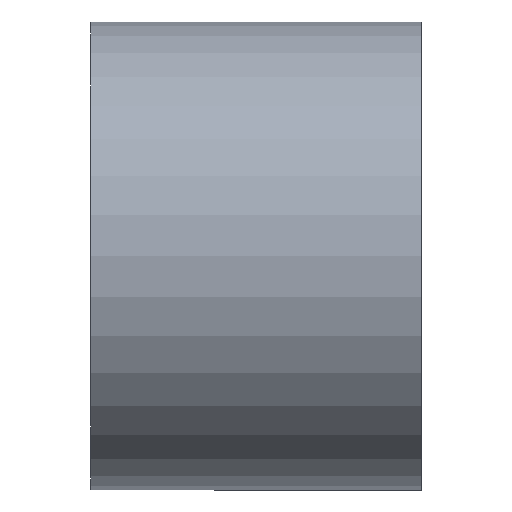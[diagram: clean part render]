
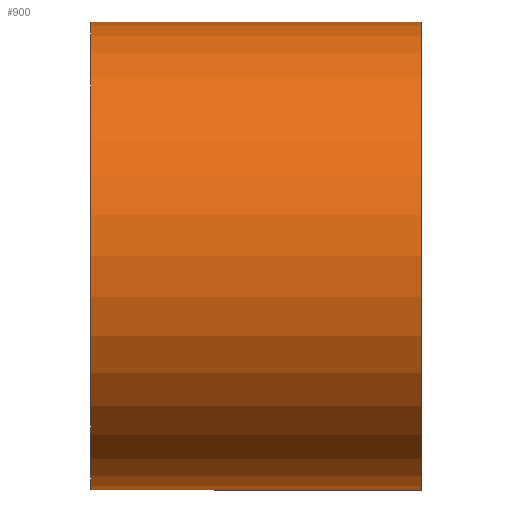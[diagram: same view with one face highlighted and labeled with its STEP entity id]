
A CAD part, left-side view. The second image highlights one B-rep face of the part: STEP entity #900.
In plain terms, the highlighted cylindrical face has radius 4.25 mm (diameter 8.5 mm), a partial arc.
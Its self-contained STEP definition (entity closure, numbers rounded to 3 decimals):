
#12 = VERTEX_POINT ( 'NONE', #63 ) ;
#51 = ORIENTED_EDGE ( 'NONE', *, *, #524, .T. ) ;
#63 = CARTESIAN_POINT ( 'NONE',  ( -4., 6., -4.25 ) ) ;
#84 = AXIS2_PLACEMENT_3D ( 'NONE', #920, #923, #460 ) ;
#89 = FACE_OUTER_BOUND ( 'NONE', #320, .T. ) ;
#140 = VERTEX_POINT ( 'NONE', #392 ) ;
#146 = LINE ( 'NONE', #826, #815 ) ;
#231 = VERTEX_POINT ( 'NONE', #783 ) ;
#250 = LINE ( 'NONE', #367, #557 ) ;
#320 = EDGE_LOOP ( 'NONE', ( #508, #801, #51, #925 ) ) ;
#343 = EDGE_CURVE ( 'NONE', #12, #140, #566, .T. ) ;
#367 = CARTESIAN_POINT ( 'NONE',  ( -4., 6., -4.25 ) ) ;
#392 = CARTESIAN_POINT ( 'NONE',  ( -4., 6., 4.25 ) ) ;
#460 = DIRECTION ( 'NONE',  ( 0., 0., 1. ) ) ;
#461 = DIRECTION ( 'NONE',  ( 0., -1., 0. ) ) ;
#477 = AXIS2_PLACEMENT_3D ( 'NONE', #755, #770, #767 ) ;
#508 = ORIENTED_EDGE ( 'NONE', *, *, #665, .F. ) ;
#524 = EDGE_CURVE ( 'NONE', #12, #630, #250, .T. ) ;
#533 = AXIS2_PLACEMENT_3D ( 'NONE', #603, #604, #619 ) ;
#557 = VECTOR ( 'NONE', #461, 1000. ) ;
#566 = CIRCLE ( 'NONE', #84, 4.25 ) ;
#603 = CARTESIAN_POINT ( 'NONE',  ( -4., 6., 0. ) ) ;
#604 = DIRECTION ( 'NONE',  ( 0., -1., 0. ) ) ;
#619 = DIRECTION ( 'NONE',  ( 0., 0., -1. ) ) ;
#630 = VERTEX_POINT ( 'NONE', #753 ) ;
#665 = EDGE_CURVE ( 'NONE', #140, #231, #146, .T. ) ;
#737 = EDGE_CURVE ( 'NONE', #630, #231, #904, .T. ) ;
#753 = CARTESIAN_POINT ( 'NONE',  ( -4., 0., -4.25 ) ) ;
#755 = CARTESIAN_POINT ( 'NONE',  ( -4., 0., 0. ) ) ;
#767 = DIRECTION ( 'NONE',  ( 0., 0., 1. ) ) ;
#770 = DIRECTION ( 'NONE',  ( 0., 1., 0. ) ) ;
#783 = CARTESIAN_POINT ( 'NONE',  ( -4., 0., 4.25 ) ) ;
#801 = ORIENTED_EDGE ( 'NONE', *, *, #343, .F. ) ;
#815 = VECTOR ( 'NONE', #829, 1000. ) ;
#826 = CARTESIAN_POINT ( 'NONE',  ( -4., 6., 4.25 ) ) ;
#829 = DIRECTION ( 'NONE',  ( 0., -1., 0. ) ) ;
#866 = CYLINDRICAL_SURFACE ( 'NONE', #533, 4.25 ) ;
#900 = ADVANCED_FACE ( 'NONE', ( #89 ), #866, .T. ) ;
#904 = CIRCLE ( 'NONE', #477, 4.25 ) ;
#920 = CARTESIAN_POINT ( 'NONE',  ( -4., 6., 0. ) ) ;
#923 = DIRECTION ( 'NONE',  ( 0., 1., 0. ) ) ;
#925 = ORIENTED_EDGE ( 'NONE', *, *, #737, .T. ) ;
